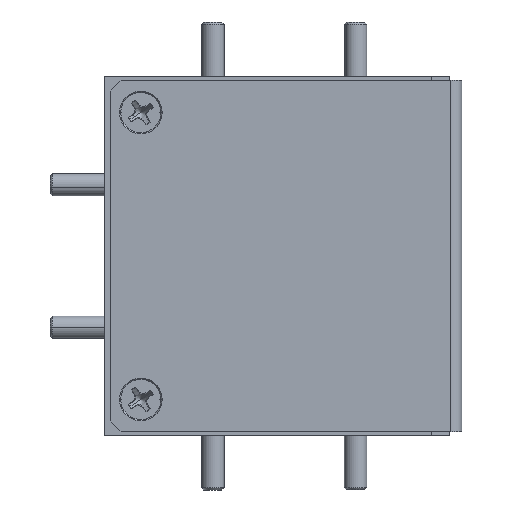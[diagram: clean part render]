
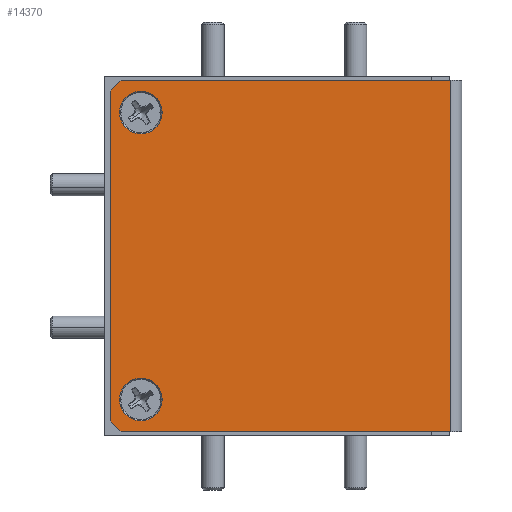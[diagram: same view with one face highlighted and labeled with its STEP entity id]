
A CAD part, front view. The second image highlights one B-rep face of the part: STEP entity #14370.
In plain terms, the highlighted planar face has unit normal (0, -1, 0).
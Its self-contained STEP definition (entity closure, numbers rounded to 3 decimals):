
#38 = ORIENTED_EDGE ( 'NONE', *, *, #22212, .T. ) ;
#156 = LINE ( 'NONE', #23092, #19377 ) ;
#925 = VERTEX_POINT ( 'NONE', #3514 ) ;
#977 = VERTEX_POINT ( 'NONE', #16859 ) ;
#1213 = VECTOR ( 'NONE', #5096, 1000. ) ;
#1278 = CARTESIAN_POINT ( 'NONE',  ( -9.652, -11.43, 10.16 ) ) ;
#1401 = CARTESIAN_POINT ( 'NONE',  ( -9.652, -11.43, -10.16 ) ) ;
#1642 = FACE_BOUND ( 'NONE', #18198, .T. ) ;
#1913 = ORIENTED_EDGE ( 'NONE', *, *, #6998, .T. ) ;
#2352 = VECTOR ( 'NONE', #16845, 1000. ) ;
#2363 = DIRECTION ( 'NONE',  ( 1., 0., 0. ) ) ;
#2410 = CARTESIAN_POINT ( 'NONE',  ( -9.652, -11.43, 10.16 ) ) ;
#2674 = CIRCLE ( 'NONE', #3838, 1.511 ) ;
#2690 = ORIENTED_EDGE ( 'NONE', *, *, #22390, .T. ) ;
#2848 = CARTESIAN_POINT ( 'NONE',  ( -11.811, -11.43, -11.684 ) ) ;
#3279 = CARTESIAN_POINT ( 'NONE',  ( 12.287, -11.43, -12.446 ) ) ;
#3514 = CARTESIAN_POINT ( 'NONE',  ( -11.049, -11.43, 12.446 ) ) ;
#3811 = ORIENTED_EDGE ( 'NONE', *, *, #20593, .F. ) ;
#3838 = AXIS2_PLACEMENT_3D ( 'NONE', #2410, #4232, #10154 ) ;
#4232 = DIRECTION ( 'NONE',  ( 0., -1., 0. ) ) ;
#4287 = EDGE_CURVE ( 'NONE', #12940, #20601, #17001, .T. ) ;
#5096 = DIRECTION ( 'NONE',  ( 1., 0., 0. ) ) ;
#5335 = ORIENTED_EDGE ( 'NONE', *, *, #19235, .F. ) ;
#5356 = AXIS2_PLACEMENT_3D ( 'NONE', #24390, #11001, #11178 ) ;
#5392 = EDGE_CURVE ( 'NONE', #13170, #17117, #2674, .T. ) ;
#6700 = DIRECTION ( 'NONE',  ( 0.707, 0., -0.707 ) ) ;
#6786 = VECTOR ( 'NONE', #18151, 1000. ) ;
#6998 = EDGE_CURVE ( 'NONE', #18666, #20601, #10939, .T. ) ;
#9179 = DIRECTION ( 'NONE',  ( 1., 0., 0. ) ) ;
#9240 = VERTEX_POINT ( 'NONE', #21844 ) ;
#9612 = EDGE_CURVE ( 'NONE', #12355, #977, #22196, .T. ) ;
#10083 = LINE ( 'NONE', #19574, #22965 ) ;
#10154 = DIRECTION ( 'NONE',  ( 1., 0., 0. ) ) ;
#10219 = EDGE_CURVE ( 'NONE', #925, #9240, #17347, .T. ) ;
#10226 = CARTESIAN_POINT ( 'NONE',  ( 12.287, -11.43, 12.446 ) ) ;
#10939 = LINE ( 'NONE', #14819, #11485 ) ;
#11001 = DIRECTION ( 'NONE',  ( 0., 1., 0. ) ) ;
#11178 = DIRECTION ( 'NONE',  ( -1., 0., 0. ) ) ;
#11299 = CIRCLE ( 'NONE', #23041, 1.511 ) ;
#11485 = VECTOR ( 'NONE', #9179, 1000. ) ;
#12355 = VERTEX_POINT ( 'NONE', #20147 ) ;
#12874 = DIRECTION ( 'NONE',  ( 1., 0., 0. ) ) ;
#12940 = VERTEX_POINT ( 'NONE', #14754 ) ;
#13170 = VERTEX_POINT ( 'NONE', #19093 ) ;
#13948 = FACE_OUTER_BOUND ( 'NONE', #19406, .T. ) ;
#14233 = ORIENTED_EDGE ( 'NONE', *, *, #5392, .F. ) ;
#14370 = ADVANCED_FACE ( 'NONE', ( #18447, #13948, #1642 ), #22486, .F. ) ;
#14490 = DIRECTION ( 'NONE',  ( 0., -1., 0. ) ) ;
#14713 = CARTESIAN_POINT ( 'NONE',  ( -11.811, -11.43, 12.446 ) ) ;
#14754 = CARTESIAN_POINT ( 'NONE',  ( 12.287, -11.43, 12.446 ) ) ;
#14819 = CARTESIAN_POINT ( 'NONE',  ( -11.811, -11.43, -12.446 ) ) ;
#15451 = DIRECTION ( 'NONE',  ( 0., 0., -1. ) ) ;
#15533 = DIRECTION ( 'NONE',  ( 0., -1., 0. ) ) ;
#15562 = CARTESIAN_POINT ( 'NONE',  ( -11.049, -11.43, -12.446 ) ) ;
#16015 = ORIENTED_EDGE ( 'NONE', *, *, #10219, .T. ) ;
#16845 = DIRECTION ( 'NONE',  ( -0.707, 0., -0.707 ) ) ;
#16859 = CARTESIAN_POINT ( 'NONE',  ( -11.163, -11.43, -10.16 ) ) ;
#17001 = LINE ( 'NONE', #10226, #6786 ) ;
#17117 = VERTEX_POINT ( 'NONE', #21118 ) ;
#17347 = LINE ( 'NONE', #21053, #2352 ) ;
#18013 = EDGE_CURVE ( 'NONE', #925, #12940, #18631, .T. ) ;
#18151 = DIRECTION ( 'NONE',  ( 0., 0., -1. ) ) ;
#18198 = EDGE_LOOP ( 'NONE', ( #3811, #14233 ) ) ;
#18447 = FACE_BOUND ( 'NONE', #20417, .T. ) ;
#18631 = LINE ( 'NONE', #14713, #1213 ) ;
#18666 = VERTEX_POINT ( 'NONE', #15562 ) ;
#18995 = AXIS2_PLACEMENT_3D ( 'NONE', #21240, #15533, #2363 ) ;
#19093 = CARTESIAN_POINT ( 'NONE',  ( -11.163, -11.43, 10.16 ) ) ;
#19211 = DIRECTION ( 'NONE',  ( 0., -1., 0. ) ) ;
#19235 = EDGE_CURVE ( 'NONE', #977, #12355, #24567, .T. ) ;
#19377 = VECTOR ( 'NONE', #15451, 1000. ) ;
#19406 = EDGE_LOOP ( 'NONE', ( #38, #2690, #1913, #22154, #21260, #16015 ) ) ;
#19574 = CARTESIAN_POINT ( 'NONE',  ( -11.811, -11.43, -11.684 ) ) ;
#19722 = VERTEX_POINT ( 'NONE', #2848 ) ;
#19841 = ORIENTED_EDGE ( 'NONE', *, *, #9612, .F. ) ;
#20147 = CARTESIAN_POINT ( 'NONE',  ( -8.141, -11.43, -10.16 ) ) ;
#20417 = EDGE_LOOP ( 'NONE', ( #19841, #5335 ) ) ;
#20593 = EDGE_CURVE ( 'NONE', #17117, #13170, #11299, .T. ) ;
#20601 = VERTEX_POINT ( 'NONE', #3279 ) ;
#21053 = CARTESIAN_POINT ( 'NONE',  ( -11.049, -11.43, 12.446 ) ) ;
#21118 = CARTESIAN_POINT ( 'NONE',  ( -8.141, -11.43, 10.16 ) ) ;
#21240 = CARTESIAN_POINT ( 'NONE',  ( -9.652, -11.43, -10.16 ) ) ;
#21260 = ORIENTED_EDGE ( 'NONE', *, *, #18013, .F. ) ;
#21844 = CARTESIAN_POINT ( 'NONE',  ( -11.811, -11.43, 11.684 ) ) ;
#22154 = ORIENTED_EDGE ( 'NONE', *, *, #4287, .F. ) ;
#22196 = CIRCLE ( 'NONE', #22909, 1.511 ) ;
#22212 = EDGE_CURVE ( 'NONE', #9240, #19722, #156, .T. ) ;
#22390 = EDGE_CURVE ( 'NONE', #19722, #18666, #10083, .T. ) ;
#22486 = PLANE ( 'NONE',  #5356 ) ;
#22909 = AXIS2_PLACEMENT_3D ( 'NONE', #1401, #19211, #23068 ) ;
#22965 = VECTOR ( 'NONE', #6700, 1000. ) ;
#23041 = AXIS2_PLACEMENT_3D ( 'NONE', #1278, #14490, #12874 ) ;
#23068 = DIRECTION ( 'NONE',  ( 1., 0., 0. ) ) ;
#23092 = CARTESIAN_POINT ( 'NONE',  ( -11.811, -11.43, 12.446 ) ) ;
#24390 = CARTESIAN_POINT ( 'NONE',  ( -11.811, -11.43, 12.446 ) ) ;
#24567 = CIRCLE ( 'NONE', #18995, 1.511 ) ;
